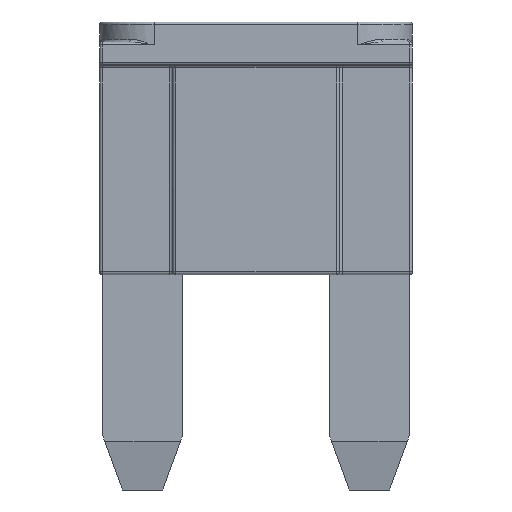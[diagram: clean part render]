
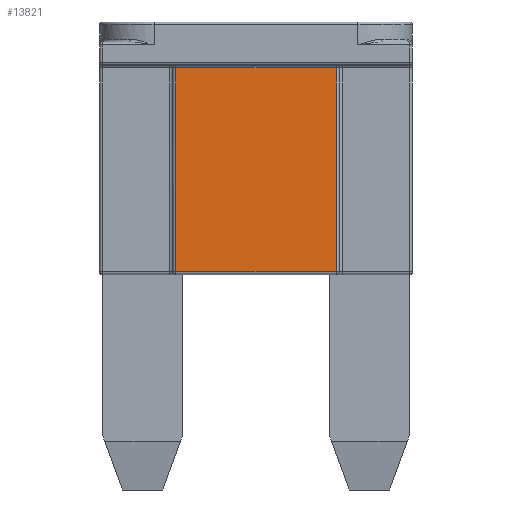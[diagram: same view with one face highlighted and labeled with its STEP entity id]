
A CAD part, front view. The second image highlights one B-rep face of the part: STEP entity #13821.
In plain terms, the highlighted planar face has unit normal (0, -1, 0).
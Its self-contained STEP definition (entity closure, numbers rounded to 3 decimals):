
#7771 = VERTEX_POINT('',#7772);
#7772 = CARTESIAN_POINT('',(-2.8,-1.7,0.1));
#7816 = CYLINDRICAL_SURFACE('',#7817,0.1);
#7817 = AXIS2_PLACEMENT_3D('',#7818,#7819,#7820);
#7818 = CARTESIAN_POINT('',(-2.8,-1.6,0.));
#7819 = DIRECTION('',(0.,0.,1.));
#7820 = DIRECTION('',(-0.707,-0.707,0.));
#7988 = CYLINDRICAL_SURFACE('',#7989,0.1);
#7989 = AXIS2_PLACEMENT_3D('',#7990,#7991,#7992);
#7990 = CARTESIAN_POINT('',(-1.45,-1.6,0.1));
#7991 = DIRECTION('',(-1.,0.,0.));
#7992 = DIRECTION('',(-0.,-0.707,-0.707));
#8536 = VERTEX_POINT('',#8537);
#8537 = CARTESIAN_POINT('',(2.8,-1.7,0.1));
#8630 = CYLINDRICAL_SURFACE('',#8631,0.1);
#8631 = AXIS2_PLACEMENT_3D('',#8632,#8633,#8634);
#8632 = CARTESIAN_POINT('',(2.8,-1.6,0.));
#8633 = DIRECTION('',(0.,0.,1.));
#8634 = DIRECTION('',(0.707,-0.707,0.));
#8927 = VERTEX_POINT('',#8928);
#8928 = CARTESIAN_POINT('',(-2.8,-1.7,7.2));
#8943 = CYLINDRICAL_SURFACE('',#8944,0.1);
#8944 = AXIS2_PLACEMENT_3D('',#8945,#8946,#8947);
#8945 = CARTESIAN_POINT('',(-1.45,-1.8,7.2));
#8946 = DIRECTION('',(1.,0.,0.));
#8947 = DIRECTION('',(-0.,0.707,0.707));
#9028 = EDGE_CURVE('',#7771,#8927,#9029,.T.);
#9029 = SURFACE_CURVE('',#9030,(#9034,#9041),.PCURVE_S1.);
#9030 = LINE('',#9031,#9032);
#9031 = CARTESIAN_POINT('',(-2.8,-1.7,0.1));
#9032 = VECTOR('',#9033,1.);
#9033 = DIRECTION('',(0.,0.,1.));
#9034 = PCURVE('',#7816,#9035);
#9035 = DEFINITIONAL_REPRESENTATION('',(#9036),#9040);
#9036 = LINE('',#9037,#9038);
#9037 = CARTESIAN_POINT('',(7.069,0.1));
#9038 = VECTOR('',#9039,1.);
#9039 = DIRECTION('',(0.,1.));
#9040 = ( GEOMETRIC_REPRESENTATION_CONTEXT(2) 
PARAMETRIC_REPRESENTATION_CONTEXT() REPRESENTATION_CONTEXT('2D SPACE',''
  ) );
#9041 = PCURVE('',#9042,#9047);
#9042 = PLANE('',#9043);
#9043 = AXIS2_PLACEMENT_3D('',#9044,#9045,#9046);
#9044 = CARTESIAN_POINT('',(-2.9,-1.7,0.));
#9045 = DIRECTION('',(0.,1.,0.));
#9046 = DIRECTION('',(0.,-0.,1.));
#9047 = DEFINITIONAL_REPRESENTATION('',(#9048),#9052);
#9048 = LINE('',#9049,#9050);
#9049 = CARTESIAN_POINT('',(0.1,0.1));
#9050 = VECTOR('',#9051,1.);
#9051 = DIRECTION('',(1.,0.));
#9052 = ( GEOMETRIC_REPRESENTATION_CONTEXT(2) 
PARAMETRIC_REPRESENTATION_CONTEXT() REPRESENTATION_CONTEXT('2D SPACE',''
  ) );
#9831 = VERTEX_POINT('',#9832);
#9832 = CARTESIAN_POINT('',(2.8,-1.7,7.2));
#9880 = EDGE_CURVE('',#9831,#8536,#9881,.T.);
#9881 = SURFACE_CURVE('',#9882,(#9886,#9893),.PCURVE_S1.);
#9882 = LINE('',#9883,#9884);
#9883 = CARTESIAN_POINT('',(2.8,-1.7,7.2));
#9884 = VECTOR('',#9885,1.);
#9885 = DIRECTION('',(0.,0.,-1.));
#9886 = PCURVE('',#8630,#9887);
#9887 = DEFINITIONAL_REPRESENTATION('',(#9888),#9892);
#9888 = LINE('',#9889,#9890);
#9889 = CARTESIAN_POINT('',(5.498,7.2));
#9890 = VECTOR('',#9891,1.);
#9891 = DIRECTION('',(0.,-1.));
#9892 = ( GEOMETRIC_REPRESENTATION_CONTEXT(2) 
PARAMETRIC_REPRESENTATION_CONTEXT() REPRESENTATION_CONTEXT('2D SPACE',''
  ) );
#9893 = PCURVE('',#9042,#9894);
#9894 = DEFINITIONAL_REPRESENTATION('',(#9895),#9899);
#9895 = LINE('',#9896,#9897);
#9896 = CARTESIAN_POINT('',(7.2,5.7));
#9897 = VECTOR('',#9898,1.);
#9898 = DIRECTION('',(-1.,0.));
#9899 = ( GEOMETRIC_REPRESENTATION_CONTEXT(2) 
PARAMETRIC_REPRESENTATION_CONTEXT() REPRESENTATION_CONTEXT('2D SPACE',''
  ) );
#12514 = EDGE_CURVE('',#8927,#9831,#12515,.T.);
#12515 = SURFACE_CURVE('',#12516,(#12520,#12527),.PCURVE_S1.);
#12516 = LINE('',#12517,#12518);
#12517 = CARTESIAN_POINT('',(-2.8,-1.7,7.2));
#12518 = VECTOR('',#12519,1.);
#12519 = DIRECTION('',(1.,0.,0.));
#12520 = PCURVE('',#8943,#12521);
#12521 = DEFINITIONAL_REPRESENTATION('',(#12522),#12526);
#12522 = LINE('',#12523,#12524);
#12523 = CARTESIAN_POINT('',(5.498,-1.35));
#12524 = VECTOR('',#12525,1.);
#12525 = DIRECTION('',(0.,1.));
#12526 = ( GEOMETRIC_REPRESENTATION_CONTEXT(2) 
PARAMETRIC_REPRESENTATION_CONTEXT() REPRESENTATION_CONTEXT('2D SPACE',''
  ) );
#12527 = PCURVE('',#9042,#12528);
#12528 = DEFINITIONAL_REPRESENTATION('',(#12529),#12533);
#12529 = LINE('',#12530,#12531);
#12530 = CARTESIAN_POINT('',(7.2,0.1));
#12531 = VECTOR('',#12532,1.);
#12532 = DIRECTION('',(0.,1.));
#12533 = ( GEOMETRIC_REPRESENTATION_CONTEXT(2) 
PARAMETRIC_REPRESENTATION_CONTEXT() REPRESENTATION_CONTEXT('2D SPACE',''
  ) );
#13531 = EDGE_CURVE('',#8536,#7771,#13532,.T.);
#13532 = SURFACE_CURVE('',#13533,(#13537,#13544),.PCURVE_S1.);
#13533 = LINE('',#13534,#13535);
#13534 = CARTESIAN_POINT('',(2.8,-1.7,0.1));
#13535 = VECTOR('',#13536,1.);
#13536 = DIRECTION('',(-1.,0.,0.));
#13537 = PCURVE('',#7988,#13538);
#13538 = DEFINITIONAL_REPRESENTATION('',(#13539),#13543);
#13539 = LINE('',#13540,#13541);
#13540 = CARTESIAN_POINT('',(7.069,-4.25));
#13541 = VECTOR('',#13542,1.);
#13542 = DIRECTION('',(0.,1.));
#13543 = ( GEOMETRIC_REPRESENTATION_CONTEXT(2) 
PARAMETRIC_REPRESENTATION_CONTEXT() REPRESENTATION_CONTEXT('2D SPACE',''
  ) );
#13544 = PCURVE('',#9042,#13545);
#13545 = DEFINITIONAL_REPRESENTATION('',(#13546),#13550);
#13546 = LINE('',#13547,#13548);
#13547 = CARTESIAN_POINT('',(0.1,5.7));
#13548 = VECTOR('',#13549,1.);
#13549 = DIRECTION('',(0.,-1.));
#13550 = ( GEOMETRIC_REPRESENTATION_CONTEXT(2) 
PARAMETRIC_REPRESENTATION_CONTEXT() REPRESENTATION_CONTEXT('2D SPACE',''
  ) );
#13821 = ADVANCED_FACE('',(#13822),#9042,.F.);
#13822 = FACE_BOUND('',#13823,.T.);
#13823 = EDGE_LOOP('',(#13824,#13825,#13826,#13827));
#13824 = ORIENTED_EDGE('',*,*,#9880,.F.);
#13825 = ORIENTED_EDGE('',*,*,#12514,.F.);
#13826 = ORIENTED_EDGE('',*,*,#9028,.F.);
#13827 = ORIENTED_EDGE('',*,*,#13531,.F.);
